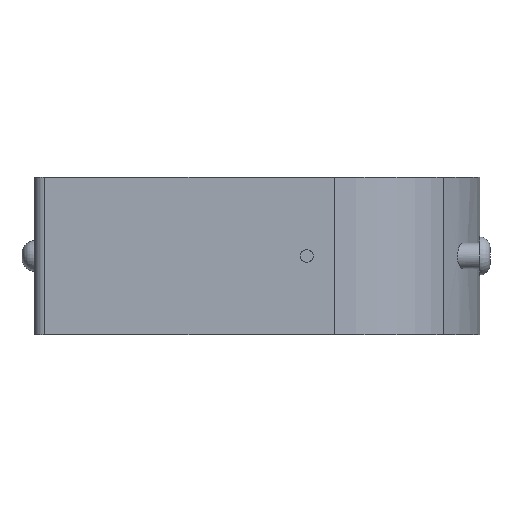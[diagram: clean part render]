
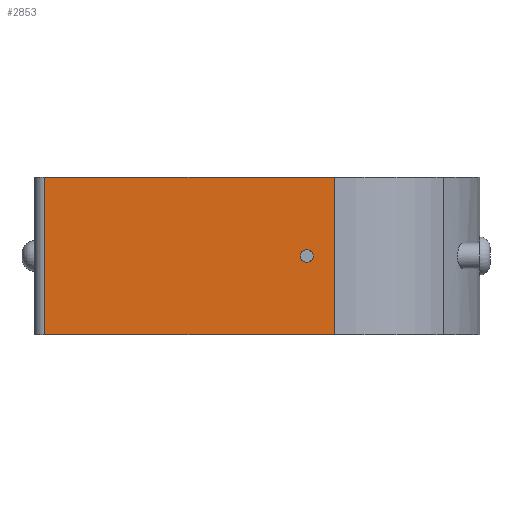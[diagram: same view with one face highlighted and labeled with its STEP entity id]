
A CAD part, left-side view. The second image highlights one B-rep face of the part: STEP entity #2853.
In plain terms, the highlighted planar face has unit normal (-1, 0, 0).
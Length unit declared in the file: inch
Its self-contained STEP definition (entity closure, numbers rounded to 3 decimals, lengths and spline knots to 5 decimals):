
#103 = ORIENTED_EDGE ( 'NONE', *, *, #4363, .T. ) ;
#129 = CARTESIAN_POINT ( 'NONE',  ( 0., 1.71, 0.31 ) ) ;
#147 = DIRECTION ( 'NONE',  ( 0., -1., 0. ) ) ;
#209 = LINE ( 'NONE', #4786, #1232 ) ;
#744 = DIRECTION ( 'NONE',  ( -1., 0., 0. ) ) ;
#784 = EDGE_CURVE ( 'NONE', #3592, #1935, #5242, .T. ) ;
#798 = CARTESIAN_POINT ( 'NONE',  ( 0., 0.68, -0.025 ) ) ;
#1050 = CARTESIAN_POINT ( 'NONE',  ( 0., 0.68, 0. ) ) ;
#1075 = AXIS2_PLACEMENT_3D ( 'NONE', #3491, #3905, #1498 ) ;
#1083 = PLANE ( 'NONE',  #1075 ) ;
#1188 = ORIENTED_EDGE ( 'NONE', *, *, #784, .T. ) ;
#1232 = VECTOR ( 'NONE', #2436, 39.37008 ) ;
#1467 = DIRECTION ( 'NONE',  ( 0., 0., 1. ) ) ;
#1498 = DIRECTION ( 'NONE',  ( 0., 0., -1. ) ) ;
#1541 = CARTESIAN_POINT ( 'NONE',  ( 0., 1.71, -0.31 ) ) ;
#1611 = CARTESIAN_POINT ( 'NONE',  ( 0., 0.5729, 0.31 ) ) ;
#1725 = CIRCLE ( 'NONE', #2078, 0.025 ) ;
#1742 = DIRECTION ( 'NONE',  ( 0., 0., -1. ) ) ;
#1935 = VERTEX_POINT ( 'NONE', #3288 ) ;
#2078 = AXIS2_PLACEMENT_3D ( 'NONE', #1050, #3868, #1467 ) ;
#2101 = EDGE_LOOP ( 'NONE', ( #2531, #2528 ) ) ;
#2258 = LINE ( 'NONE', #4130, #4386 ) ;
#2436 = DIRECTION ( 'NONE',  ( 0., 0., -1. ) ) ;
#2513 = EDGE_LOOP ( 'NONE', ( #103, #1188, #4981, #4035 ) ) ;
#2528 = ORIENTED_EDGE ( 'NONE', *, *, #3142, .F. ) ;
#2531 = ORIENTED_EDGE ( 'NONE', *, *, #2729, .F. ) ;
#2729 = EDGE_CURVE ( 'NONE', #2850, #3781, #3227, .T. ) ;
#2850 = VERTEX_POINT ( 'NONE', #5083 ) ;
#2853 = ADVANCED_FACE ( 'PLANAR_5', ( #3094, #5211 ), #1083, .F. ) ;
#3094 = FACE_BOUND ( 'NONE', #2101, .T. ) ;
#3142 = EDGE_CURVE ( 'NONE', #3781, #2850, #1725, .T. ) ;
#3198 = CARTESIAN_POINT ( 'NONE',  ( 0., 0.68, 0. ) ) ;
#3227 = CIRCLE ( 'NONE', #4240, 0.025 ) ;
#3288 = CARTESIAN_POINT ( 'NONE',  ( 0., 0.5729, -0.31 ) ) ;
#3491 = CARTESIAN_POINT ( 'NONE',  ( 0., 1.71, 0.31 ) ) ;
#3592 = VERTEX_POINT ( 'NONE', #3907 ) ;
#3601 = DIRECTION ( 'NONE',  ( 0., 0., 1. ) ) ;
#3681 = VECTOR ( 'NONE', #147, 39.37008 ) ;
#3781 = VERTEX_POINT ( 'NONE', #798 ) ;
#3868 = DIRECTION ( 'NONE',  ( -1., 0., 0. ) ) ;
#3905 = DIRECTION ( 'NONE',  ( 1., 0., 0. ) ) ;
#3907 = CARTESIAN_POINT ( 'NONE',  ( 0., 1.71, -0.31 ) ) ;
#3938 = DIRECTION ( 'NONE',  ( 0., -1., 0. ) ) ;
#3954 = EDGE_CURVE ( 'NONE', #4346, #1935, #2258, .T. ) ;
#4035 = ORIENTED_EDGE ( 'NONE', *, *, #5217, .F. ) ;
#4130 = CARTESIAN_POINT ( 'NONE',  ( 0., 0.5729, 0.31 ) ) ;
#4183 = VECTOR ( 'NONE', #3938, 39.37008 ) ;
#4218 = CARTESIAN_POINT ( 'NONE',  ( 0., 1.71, 0.31 ) ) ;
#4240 = AXIS2_PLACEMENT_3D ( 'NONE', #3198, #744, #3601 ) ;
#4346 = VERTEX_POINT ( 'NONE', #1611 ) ;
#4363 = EDGE_CURVE ( 'NONE', #4566, #3592, #209, .T. ) ;
#4386 = VECTOR ( 'NONE', #1742, 39.37008 ) ;
#4566 = VERTEX_POINT ( 'NONE', #129 ) ;
#4786 = CARTESIAN_POINT ( 'NONE',  ( 0., 1.71, 0.31 ) ) ;
#4849 = LINE ( 'NONE', #4218, #3681 ) ;
#4981 = ORIENTED_EDGE ( 'NONE', *, *, #3954, .F. ) ;
#5083 = CARTESIAN_POINT ( 'NONE',  ( 0., 0.68, 0.025 ) ) ;
#5211 = FACE_OUTER_BOUND ( 'NONE', #2513, .T. ) ;
#5217 = EDGE_CURVE ( 'NONE', #4566, #4346, #4849, .T. ) ;
#5242 = LINE ( 'NONE', #1541, #4183 ) ;
